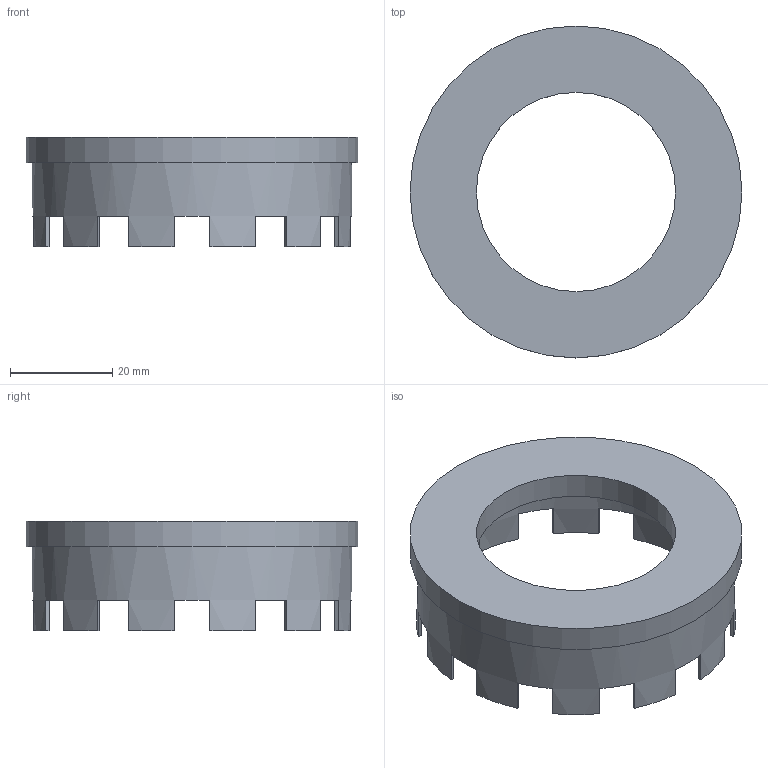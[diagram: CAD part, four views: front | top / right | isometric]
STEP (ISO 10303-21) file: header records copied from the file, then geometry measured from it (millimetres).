
FILE_DESCRIPTION(/* description */ ('CAx-IF Rec.Pracs.---Representation and Presentation of Product Manufacturing Information (PMI)---4.0---2014-10-13','CAx-IF Rec.Pracs.---3D Tessellated Geometry---0.4---2014-09-14','2;1'),/* implementation_level */ '2;1');
FILE_NAME(/* name */ 'NEWencod',/* time_stamp */ '2023-07-04T18:30:25+03:00',/* author */ (''),/* organization */ (''),/* preprocessor_version */ 'ST-DEVELOPER v16.7',/* originating_system */ $,/* authorisation */ $);
FILE_SCHEMA (('AP242_MANAGED_MODEL_BASED_3D_ENGINEERING_MIM_LF { 1 0 10303 442 20130219 1 4 }'));
Length unit declared in the file: millimetre
Products named in the file (1): NEWencod
Bounding box: 65 x 65 x 21.5 mm (x, y, z)
Volume: 12640.4 mm3; surface area: 11381.4 mm2
Topology: 1 solids, 1 shells, 55 faces, 160 edges, 108 vertices
Faces by surface type: plane 51, cylinder 4
Full cylindrical faces by diameter (mm): 39 x1, 61 x1, 62.5 x1, 65 x1
Entity records: 1935 total; most frequent: DIRECTION 340, CARTESIAN_POINT 336, ORIENTED_EDGE 300, EDGE_CURVE 150, AXIS2_PLACEMENT_3D 130, VERTEX_POINT 102, LINE 96, VECTOR 96
